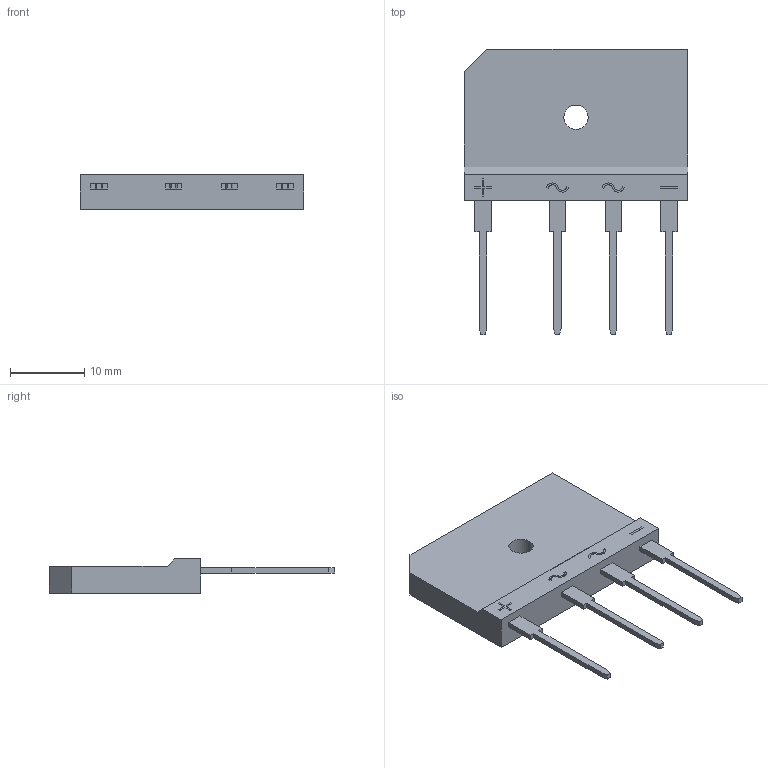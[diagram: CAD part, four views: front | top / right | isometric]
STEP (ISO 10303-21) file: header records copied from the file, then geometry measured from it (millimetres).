
FILE_DESCRIPTION (( 'STEP AP214' ), '1' );
FILE_NAME ('GBJ1508-F.STEP', '2020-08-14T21:59:30', ( '' ), ( '' ), 'SwSTEP 2.0', 'SolidWorks 2017', '' );
FILE_SCHEMA (( 'AUTOMOTIVE_DESIGN' ));
Length unit declared in the file: millimetre
Products named in the file (1): GBJ1508-F
Bounding box: 30 x 38.3 x 4.6 mm (x, y, z)
Volume: 2330.4 mm3; surface area: 1943.4 mm2
Topology: 9 solids, 9 shells, 127 faces, 315 edges, 210 vertices
Faces by surface type: plane 109, cylinder 18
Entity records: 4704 total; most frequent: CARTESIAN_POINT 653, ORIENTED_EDGE 630, DIRECTION 607, EDGE_CURVE 315, VECTOR 279, LINE 279, VERTEX_POINT 210, AXIS2_PLACEMENT_3D 164
